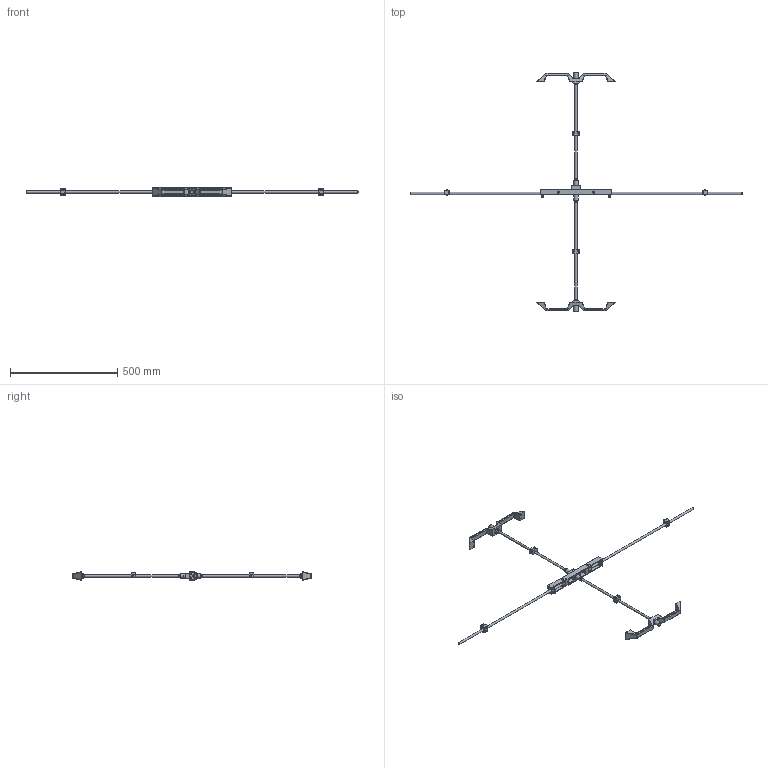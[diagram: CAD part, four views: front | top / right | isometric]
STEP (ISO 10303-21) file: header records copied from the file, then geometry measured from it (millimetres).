
FILE_DESCRIPTION(/* description */ (''),/* implementation_level */ '2;1');
FILE_NAME(/* name */ '4073.HAND.107 - 1540mm Black.step',/* time_stamp */ '2022-03-10T12:50:46+00:00',/* author */ (''),/* organization */ (''),/* preprocessor_version */ 'ST-DEVELOPER v18.1',/* originating_system */ 'Autodesk Translation Framework v10.13.0.1454',/* authorisation */ '');
FILE_SCHEMA (('AUTOMOTIVE_DESIGN { 1 0 10303 214 3 1 1 }'));
Length unit declared in the file: millimetre
Products named in the file (17): 4073.HAND.106 - 1540mm Black; 73.0000.03; Tapping screw DIN 7982-ST4.2x10-C-H-N_Tapping screw DIN 7982-ST4.2x32
-C-H-N; Hexagon Nut ISO - 4034 - M5 - N_Hexagon Nut ISO - 4034 - M5 - N; ISO 7380 - M5 x 25 --- 25N_ISO 7380 - M5 x 10 --- 10N; 4073.HAND.0031; 4073.HAND.0071; 4073.HAND.024 - Plunger: Middle Actuating Assembly; 4073.HAND.002 - Plunger: Push Button Actuating Assembly; 4073.HAND.M10 Threaded Bar - 500mm; 4073.HAND.001 - Black Handle; 73.0000.03_1; screw_iso_10642-m5x35-8_8; 60.0000.176; din_6902-a_m5; Hexagon Nut ISO - 4034 - M5 - N_Hexagon Nut ISO - 4034 - M5 - N_1; 4073.Hand.004 - Stainless Bar 714mm
Assembly tree (49 placements, depth 2):
  4073.HAND.106 - 1540mm Black
    73.0000.03  x6
    Tapping screw DIN 7982-ST4.2x10-C-H-N_Tapping screw DIN 7982-ST4.2x32
-C-H-N  x4
    Hexagon Nut ISO - 4034 - M5 - N_Hexagon Nut ISO - 4034 - M5 - N  x4
    ISO 7380 - M5 x 25 --- 25N_ISO 7380 - M5 x 10 --- 10N  x4
    4073.HAND.002 - Plunger: Push Button Actuating Assembly  x2
    4073.HAND.024 - Plunger: Middle Actuating Assembly  x2
    4073.HAND.0031
    4073.HAND.0071  x2
    4073.HAND.M10 Threaded Bar - 500mm  x2
    4073.HAND.001 - Black Handle  x2
    73.0000.03_1  x2
    screw_iso_10642-m5x35-8_8  x4
    60.0000.176  x4
    din_6902-a_m5  x4
    Hexagon Nut ISO - 4034 - M5 - N_Hexagon Nut ISO - 4034 - M5 - N_1  x4
    4073.Hand.004 - Stainless Bar 714mm  x2
Bounding box: 1545.6 x 1114.34 x 40 mm (x, y, z)
Volume: 776770.2 mm3; surface area: 295452.4 mm2
Topology: 49 solids, 49 shells, 1108 faces, 2626 edges, 1612 vertices
Faces by surface type: plane 552, cylinder 260, cone 174, bspline 56, sphere 38, torus 28
Full cylindrical faces by diameter (mm): 3 x4, 4 x4, 4.2 x24, 4.906 x4, 5 x20, 5.3 x16, 5.5 x4, 8.376 x4, 8.4 x4, 8.526 x4, 9.5 x4, 9.85 x2, 10 x6, 10.315 x4, 10.5 x10, 19.95 x4, 20 x2
Entity records: 13758 total; most frequent: CARTESIAN_POINT 4417, DIRECTION 1863, ORIENTED_EDGE 1768, EDGE_CURVE 884, AXIS2_PLACEMENT_3D 680, VERTEX_POINT 557, LINE 503, VECTOR 503
